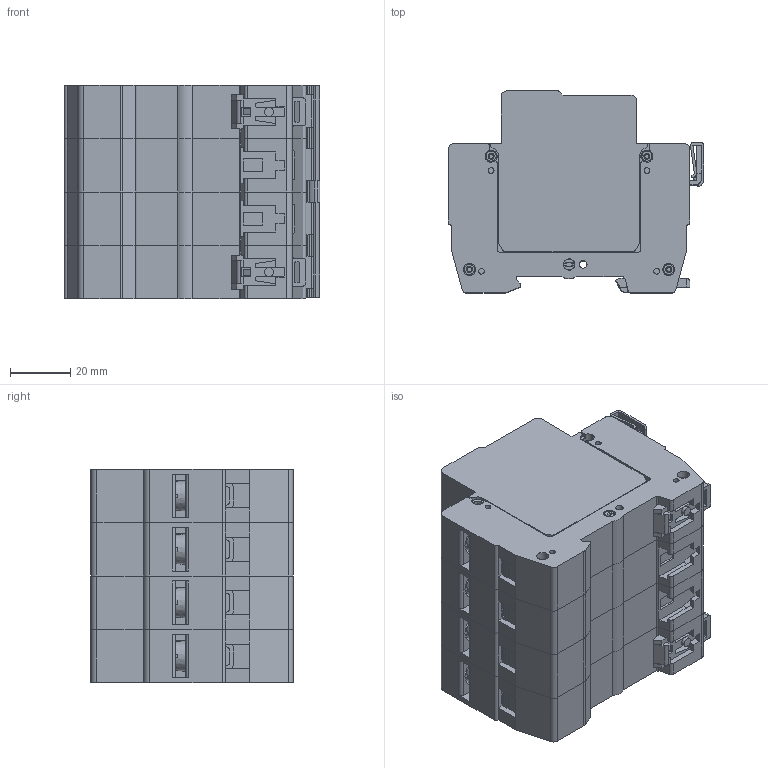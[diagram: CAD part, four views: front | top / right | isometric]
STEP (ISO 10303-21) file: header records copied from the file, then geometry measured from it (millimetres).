
FILE_DESCRIPTION(('Creo Elements/Direct Modeling STEP Export'),'2;1');
FILE_NAME('SPCT2-280-4p.stp','2019-05-08T16:16:24',(''),(''),'Creo Elements/Direct Modeling STEP processor for AP214 (Solid Model)','Creo Elements/Direct Modeling 20.0C 26-Jan-2018 (C) Parametric Technology GmbH','');
FILE_SCHEMA(('AUTOMOTIVE_DESIGN { 1 0 10303 214 1 1 1 1 }'));
Products named in the file (2): vl5054_SPCT2_4p._Dummy
Assembly tree (1 placements, depth 2):
  vl5054_SPCT2_4p._Dummy
    vl5054_SPCT2_4p._Dummy
Bounding box: 84.6 x 67 x 70.8 mm (x, y, z)
Volume: 298357.7 mm3; surface area: 48403.8 mm2
Topology: 1 solids, 1 shells, 1808 faces, 4932 edges, 3138 vertices
Faces by surface type: plane 1145, cylinder 531, cone 84, torus 16, bspline 16, sphere 16
Entity records: 62660 total; most frequent: CARTESIAN_POINT 18412, ORIENTED_EDGE 9832, DIRECTION 8459, EDGE_CURVE 4916, VERTEX_POINT 3138, VECTOR 2945, LINE 2945, AXIS2_PLACEMENT_3D 2757
